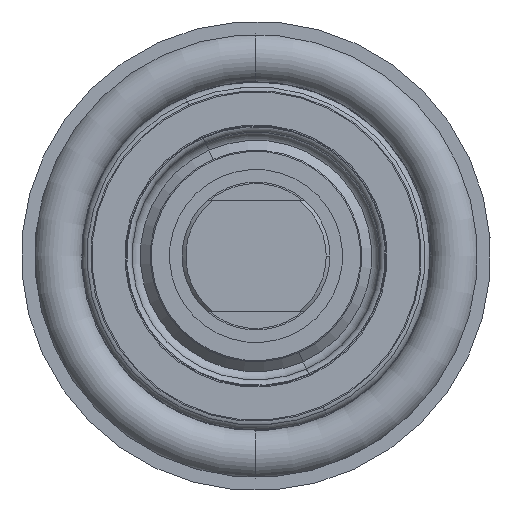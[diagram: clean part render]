
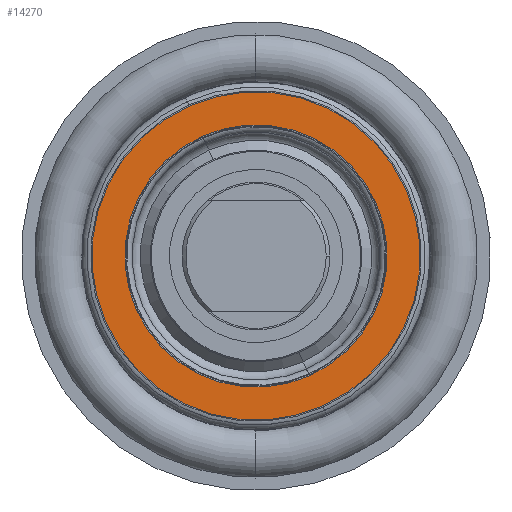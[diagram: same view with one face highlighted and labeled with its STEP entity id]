
A CAD part, left-side view. The second image highlights one B-rep face of the part: STEP entity #14270.
In plain terms, the highlighted planar face has unit normal (-1, 0, 0).
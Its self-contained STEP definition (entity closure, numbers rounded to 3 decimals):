
#271 = CIRCLE ( 'NONE', #16235, 17.75 ) ;
#403 = AXIS2_PLACEMENT_3D ( 'NONE', #21337, #16335, #5986 ) ;
#479 = FACE_OUTER_BOUND ( 'NONE', #18692, .T. ) ;
#1340 = AXIS2_PLACEMENT_3D ( 'NONE', #3738, #5644, #3956 ) ;
#3191 = DIRECTION ( 'NONE',  ( -1., 0., 0. ) ) ;
#3491 = DIRECTION ( 'NONE',  ( 0., -0.913, 0.407 ) ) ;
#3656 = DIRECTION ( 'NONE',  ( 0., -0.407, -0.913 ) ) ;
#3738 = CARTESIAN_POINT ( 'NONE',  ( 5.2, 0., 0. ) ) ;
#3891 = CARTESIAN_POINT ( 'NONE',  ( 5.2, -9.051, -20.286 ) ) ;
#3952 = ORIENTED_EDGE ( 'NONE', *, *, #16988, .F. ) ;
#3956 = DIRECTION ( 'NONE',  ( 0., -0.407, -0.913 ) ) ;
#4049 = EDGE_CURVE ( 'NONE', #20723, #9922, #6658, .T. ) ;
#4338 = AXIS2_PLACEMENT_3D ( 'NONE', #8462, #15261, #3656 ) ;
#5141 = CARTESIAN_POINT ( 'NONE',  ( 5.2, 0., 0. ) ) ;
#5412 = CIRCLE ( 'NONE', #4338, 22.214 ) ;
#5644 = DIRECTION ( 'NONE',  ( 1., 0., 0. ) ) ;
#5986 = DIRECTION ( 'NONE',  ( 0., -0.407, -0.913 ) ) ;
#6609 = AXIS2_PLACEMENT_3D ( 'NONE', #21778, #3191, #11673 ) ;
#6658 = CIRCLE ( 'NONE', #1340, 22.214 ) ;
#8462 = CARTESIAN_POINT ( 'NONE',  ( 5.2, 0., 0. ) ) ;
#8597 = CARTESIAN_POINT ( 'NONE',  ( 5.2, 9.051, 20.286 ) ) ;
#9922 = VERTEX_POINT ( 'NONE', #8597 ) ;
#10885 = FACE_BOUND ( 'NONE', #17602, .T. ) ;
#11303 = ORIENTED_EDGE ( 'NONE', *, *, #18198, .F. ) ;
#11673 = DIRECTION ( 'NONE',  ( 0., -0.913, 0.407 ) ) ;
#12999 = CIRCLE ( 'NONE', #6609, 17.75 ) ;
#14208 = ORIENTED_EDGE ( 'NONE', *, *, #21141, .F. ) ;
#14270 = ADVANCED_FACE ( 'NONE', ( #479, #10885 ), #16009, .F. ) ;
#15261 = DIRECTION ( 'NONE',  ( 1., 0., 0. ) ) ;
#15700 = VERTEX_POINT ( 'NONE', #16919 ) ;
#16009 = PLANE ( 'NONE',  #403 ) ;
#16235 = AXIS2_PLACEMENT_3D ( 'NONE', #5141, #17052, #3491 ) ;
#16335 = DIRECTION ( 'NONE',  ( 1., 0., 0. ) ) ;
#16579 = CARTESIAN_POINT ( 'NONE',  ( 5.2, -7.233, -16.21 ) ) ;
#16919 = CARTESIAN_POINT ( 'NONE',  ( 5.2, 7.233, 16.21 ) ) ;
#16988 = EDGE_CURVE ( 'NONE', #21028, #15700, #12999, .T. ) ;
#17052 = DIRECTION ( 'NONE',  ( -1., 0., 0. ) ) ;
#17602 = EDGE_LOOP ( 'NONE', ( #3952, #11303 ) ) ;
#18198 = EDGE_CURVE ( 'NONE', #15700, #21028, #271, .T. ) ;
#18692 = EDGE_LOOP ( 'NONE', ( #19269, #14208 ) ) ;
#19269 = ORIENTED_EDGE ( 'NONE', *, *, #4049, .F. ) ;
#20723 = VERTEX_POINT ( 'NONE', #3891 ) ;
#21028 = VERTEX_POINT ( 'NONE', #16579 ) ;
#21141 = EDGE_CURVE ( 'NONE', #9922, #20723, #5412, .T. ) ;
#21337 = CARTESIAN_POINT ( 'NONE',  ( 5.2, 0., 0. ) ) ;
#21778 = CARTESIAN_POINT ( 'NONE',  ( 5.2, 0., 0. ) ) ;
